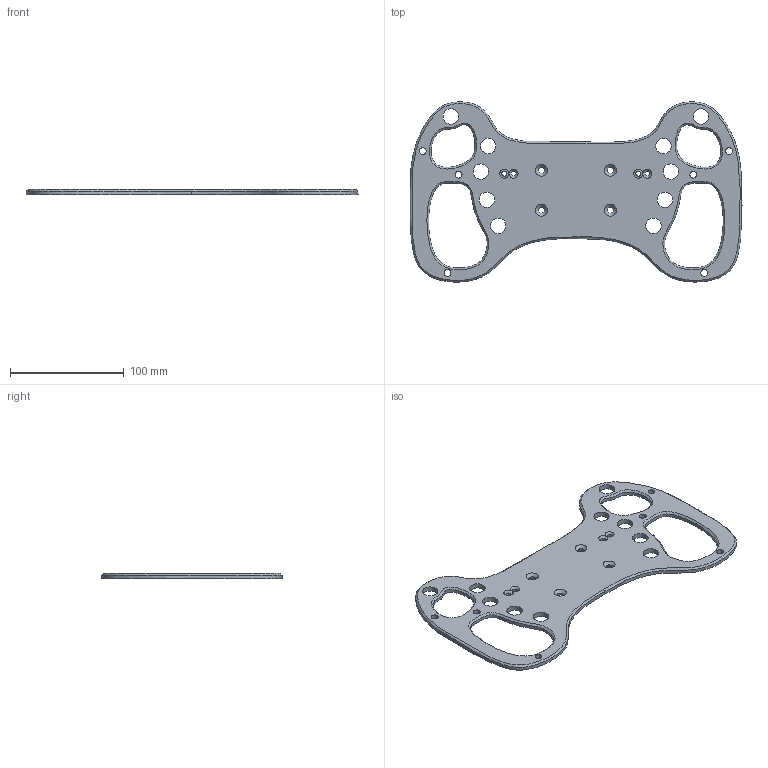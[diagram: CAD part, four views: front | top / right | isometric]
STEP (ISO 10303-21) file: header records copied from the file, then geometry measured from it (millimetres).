
FILE_DESCRIPTION(/* description */ (''),/* implementation_level */ '2;1');
FILE_NAME(/* name */ 'Turn GT GT3 Front Plate.step',/* time_stamp */ '2021-01-03T20:02:13-06:00',/* author */ (''),/* organization */ (''),/* preprocessor_version */ 'ST-DEVELOPER v18.1',/* originating_system */ 'Autodesk Translation Framework v9.7.1.1290',/* authorisation */ '');
FILE_SCHEMA (('AUTOMOTIVE_DESIGN { 1 0 10303 214 3 1 1 }'));
Length unit declared in the file: millimetre
Products named in the file (1): Front Plate
Bounding box: 291.75 x 158.43 x 4.5 mm (x, y, z)
Volume: 107291.5 mm3; surface area: 57093.9 mm2
Topology: 1 solids, 1 shells, 46 faces, 124 edges, 78 vertices
Faces by surface type: cylinder 24, bspline 12, cone 8, plane 2
Full cylindrical faces by diameter (mm): 4.5 x4, 5.5 x4, 6 x6, 13.6 x10
Entity records: 8695 total; most frequent: CARTESIAN_POINT 7423, ORIENTED_EDGE 248, DIRECTION 236, EDGE_CURVE 124, EDGE_LOOP 100, AXIS2_PLACEMENT_3D 97, VERTEX_POINT 78, CIRCLE 62
